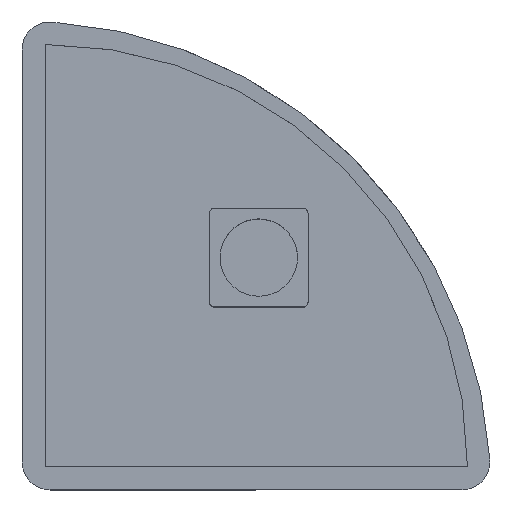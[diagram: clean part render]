
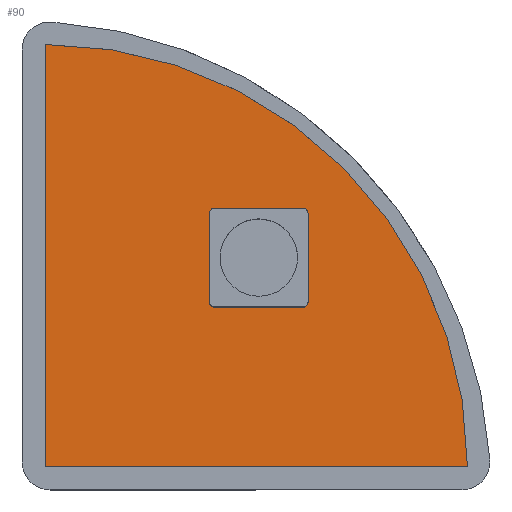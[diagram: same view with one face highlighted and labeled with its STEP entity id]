
A CAD part, top view. The second image highlights one B-rep face of the part: STEP entity #90.
In plain terms, the highlighted planar face has unit normal (0, 0, 1).
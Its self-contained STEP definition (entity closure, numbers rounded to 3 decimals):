
#6 = ORIENTED_EDGE ( 'NONE', *, *, #609, .F. ) ;
#7 = DIRECTION ( 'NONE',  ( 0., 0., 1. ) ) ;
#25 = DIRECTION ( 'NONE',  ( 1., 0., 0. ) ) ;
#32 = PLANE ( 'NONE',  #49 ) ;
#44 = CARTESIAN_POINT ( 'NONE',  ( -9.1, -8.9, -0.518 ) ) ;
#49 = AXIS2_PLACEMENT_3D ( 'NONE', #44, #310, #331 ) ;
#52 = LINE ( 'NONE', #335, #303 ) ;
#63 = CARTESIAN_POINT ( 'NONE',  ( -9.1, -2.1, -0.518 ) ) ;
#76 = VERTEX_POINT ( 'NONE', #677 ) ;
#88 = VERTEX_POINT ( 'NONE', #518 ) ;
#90 = ADVANCED_FACE ( 'NONE', ( #605, #179 ), #32, .F. ) ;
#103 = DIRECTION ( 'NONE',  ( -1., 0., 0. ) ) ;
#136 = CIRCLE ( 'NONE', #512, 0.2 ) ;
#149 = EDGE_CURVE ( 'NONE', #576, #76, #52, .T. ) ;
#158 = VERTEX_POINT ( 'NONE', #898 ) ;
#163 = CARTESIAN_POINT ( 'NONE',  ( -9.1, 2.1, -0.518 ) ) ;
#177 = CARTESIAN_POINT ( 'NONE',  ( -9.1, -8.9, -0.518 ) ) ;
#179 = FACE_BOUND ( 'NONE', #379, .T. ) ;
#186 = VECTOR ( 'NONE', #241, 1000. ) ;
#226 = DIRECTION ( 'NONE',  ( 1., 0., 0. ) ) ;
#231 = DIRECTION ( 'NONE',  ( 0., 0., -1. ) ) ;
#240 = ORIENTED_EDGE ( 'NONE', *, *, #587, .F. ) ;
#241 = DIRECTION ( 'NONE',  ( 0., 1., 0. ) ) ;
#249 = VECTOR ( 'NONE', #615, 1000. ) ;
#255 = EDGE_CURVE ( 'NONE', #383, #849, #354, .T. ) ;
#282 = ORIENTED_EDGE ( 'NONE', *, *, #149, .F. ) ;
#288 = CARTESIAN_POINT ( 'NONE',  ( 2.1, -1.9, -0.518 ) ) ;
#302 = AXIS2_PLACEMENT_3D ( 'NONE', #592, #231, #506 ) ;
#303 = VECTOR ( 'NONE', #477, 1000. ) ;
#310 = DIRECTION ( 'NONE',  ( 0., 0., -1. ) ) ;
#311 = CARTESIAN_POINT ( 'NONE',  ( -2.1, -8.9, -0.518 ) ) ;
#314 = CARTESIAN_POINT ( 'NONE',  ( 1.9, 2.1, -0.518 ) ) ;
#331 = DIRECTION ( 'NONE',  ( -1., 0., 0. ) ) ;
#332 = ORIENTED_EDGE ( 'NONE', *, *, #408, .F. ) ;
#335 = CARTESIAN_POINT ( 'NONE',  ( 2.1, -8.9, -0.518 ) ) ;
#354 = LINE ( 'NONE', #63, #904 ) ;
#368 = ORIENTED_EDGE ( 'NONE', *, *, #745, .F. ) ;
#370 = CIRCLE ( 'NONE', #560, 0.2 ) ;
#379 = EDGE_LOOP ( 'NONE', ( #368, #799, #240, #418, #751, #282, #332, #441 ) ) ;
#383 = VERTEX_POINT ( 'NONE', #396 ) ;
#396 = CARTESIAN_POINT ( 'NONE',  ( -1.9, -2.1, -0.518 ) ) ;
#408 = EDGE_CURVE ( 'NONE', #849, #576, #510, .T. ) ;
#411 = VERTEX_POINT ( 'NONE', #815 ) ;
#418 = ORIENTED_EDGE ( 'NONE', *, *, #672, .F. ) ;
#423 = VECTOR ( 'NONE', #103, 1000. ) ;
#441 = ORIENTED_EDGE ( 'NONE', *, *, #255, .F. ) ;
#459 = LINE ( 'NONE', #311, #249 ) ;
#463 = EDGE_CURVE ( 'NONE', #76, #552, #771, .T. ) ;
#477 = DIRECTION ( 'NONE',  ( 0., 1., 0. ) ) ;
#489 = ORIENTED_EDGE ( 'NONE', *, *, #829, .F. ) ;
#500 = DIRECTION ( 'NONE',  ( 0., 0., 1. ) ) ;
#506 = DIRECTION ( 'NONE',  ( -1., 0., 0. ) ) ;
#510 = CIRCLE ( 'NONE', #532, 0.2 ) ;
#512 = AXIS2_PLACEMENT_3D ( 'NONE', #563, #7, #568 ) ;
#518 = CARTESIAN_POINT ( 'NONE',  ( -2.1, 1.9, -0.518 ) ) ;
#528 = DIRECTION ( 'NONE',  ( 0., 0., 1. ) ) ;
#532 = AXIS2_PLACEMENT_3D ( 'NONE', #594, #671, #738 ) ;
#534 = CARTESIAN_POINT ( 'NONE',  ( 1.9, -2.1, -0.518 ) ) ;
#536 = CARTESIAN_POINT ( 'NONE',  ( 1.9, 1.9, -0.518 ) ) ;
#552 = VERTEX_POINT ( 'NONE', #314 ) ;
#560 = AXIS2_PLACEMENT_3D ( 'NONE', #663, #500, #25 ) ;
#563 = CARTESIAN_POINT ( 'NONE',  ( -1.9, -1.9, -0.518 ) ) ;
#568 = DIRECTION ( 'NONE',  ( 1., 0., 0. ) ) ;
#576 = VERTEX_POINT ( 'NONE', #288 ) ;
#584 = CARTESIAN_POINT ( 'NONE',  ( 8.9, -8.9, -0.518 ) ) ;
#587 = EDGE_CURVE ( 'NONE', #411, #88, #370, .T. ) ;
#592 = CARTESIAN_POINT ( 'NONE',  ( -9.1, -8.9, -0.518 ) ) ;
#594 = CARTESIAN_POINT ( 'NONE',  ( 1.9, -1.9, -0.518 ) ) ;
#596 = LINE ( 'NONE', #793, #186 ) ;
#602 = VERTEX_POINT ( 'NONE', #740 ) ;
#605 = FACE_OUTER_BOUND ( 'NONE', #664, .T. ) ;
#609 = EDGE_CURVE ( 'NONE', #775, #828, #684, .T. ) ;
#615 = DIRECTION ( 'NONE',  ( 0., -1., 0. ) ) ;
#624 = EDGE_CURVE ( 'NONE', #88, #602, #459, .T. ) ;
#663 = CARTESIAN_POINT ( 'NONE',  ( -1.9, 1.9, -0.518 ) ) ;
#664 = EDGE_LOOP ( 'NONE', ( #6, #489, #902 ) ) ;
#671 = DIRECTION ( 'NONE',  ( 0., 0., 1. ) ) ;
#672 = EDGE_CURVE ( 'NONE', #552, #411, #744, .T. ) ;
#677 = CARTESIAN_POINT ( 'NONE',  ( 2.1, 1.9, -0.518 ) ) ;
#684 = LINE ( 'NONE', #880, #423 ) ;
#706 = CIRCLE ( 'NONE', #302, 18. ) ;
#738 = DIRECTION ( 'NONE',  ( 1., 0., 0. ) ) ;
#740 = CARTESIAN_POINT ( 'NONE',  ( -2.1, -1.9, -0.518 ) ) ;
#744 = LINE ( 'NONE', #163, #905 ) ;
#745 = EDGE_CURVE ( 'NONE', #602, #383, #136, .T. ) ;
#751 = ORIENTED_EDGE ( 'NONE', *, *, #463, .F. ) ;
#771 = CIRCLE ( 'NONE', #895, 0.2 ) ;
#775 = VERTEX_POINT ( 'NONE', #584 ) ;
#793 = CARTESIAN_POINT ( 'NONE',  ( -9.1, -8.9, -0.518 ) ) ;
#799 = ORIENTED_EDGE ( 'NONE', *, *, #624, .F. ) ;
#815 = CARTESIAN_POINT ( 'NONE',  ( -1.9, 2.1, -0.518 ) ) ;
#828 = VERTEX_POINT ( 'NONE', #177 ) ;
#829 = EDGE_CURVE ( 'NONE', #158, #775, #706, .T. ) ;
#849 = VERTEX_POINT ( 'NONE', #534 ) ;
#855 = DIRECTION ( 'NONE',  ( -1., 0., 0. ) ) ;
#857 = DIRECTION ( 'NONE',  ( 1., 0., 0. ) ) ;
#880 = CARTESIAN_POINT ( 'NONE',  ( -9.1, -8.9, -0.518 ) ) ;
#895 = AXIS2_PLACEMENT_3D ( 'NONE', #536, #528, #226 ) ;
#896 = EDGE_CURVE ( 'NONE', #828, #158, #596, .T. ) ;
#898 = CARTESIAN_POINT ( 'NONE',  ( -9.1, 9.1, -0.518 ) ) ;
#902 = ORIENTED_EDGE ( 'NONE', *, *, #896, .F. ) ;
#904 = VECTOR ( 'NONE', #857, 1000. ) ;
#905 = VECTOR ( 'NONE', #855, 1000. ) ;
